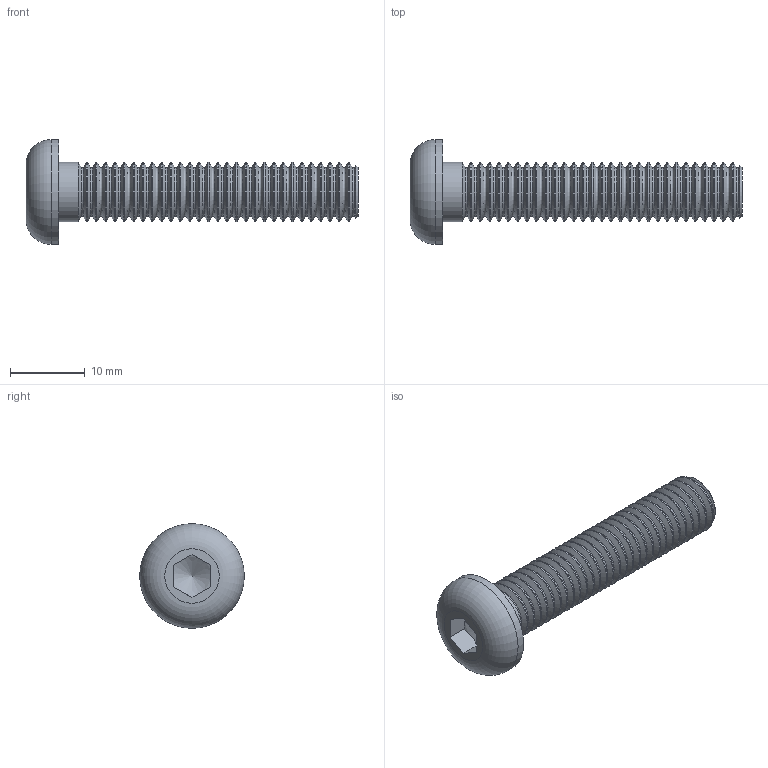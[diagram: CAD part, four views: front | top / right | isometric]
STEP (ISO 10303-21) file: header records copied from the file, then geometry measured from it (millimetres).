
FILE_DESCRIPTION(/* description */ (''),/* implementation_level */ '2;1');
FILE_NAME(/* name */ 'VITI_A_TESTA_CON_ESAGONO_INC__1.stp',/* time_stamp */ '2016-06-02T11:31:29+02:00',/* author */ (''),/* organization */ (''),/* preprocessor_version */ 'ST-DEVELOPER v16.5',/* originating_system */ 'Autodesk Translation Framework v5.0.0.3310',/* authorisation */ '');
FILE_SCHEMA (('AUTOMOTIVE_DESIGN { 1 0 10303 214 3 1 1 }'));
Length unit declared in the file: centimetre
Products named in the file (1): VITI_A_TESTA_CON_ESAGONO_INC__1
Bounding box: 44.4 x 14 x 14 mm (x, y, z)
Volume: 2173.2 mm3; surface area: 1954.3 mm2
Topology: 1 solids, 1 shells, 133 faces, 329 edges, 199 vertices
Faces by surface type: cone 62, torus 31, cylinder 31, plane 9
Full cylindrical faces by diameter (mm): 8 x30, 14 x1
Entity records: 2740 total; most frequent: DIRECTION 530, CARTESIAN_POINT 426, ORIENTED_EDGE 286, AXIS2_PLACEMENT_3D 259, EDGE_LOOP 258, EDGE_CURVE 143, VERTEX_POINT 137, FACE_OUTER_BOUND 133
